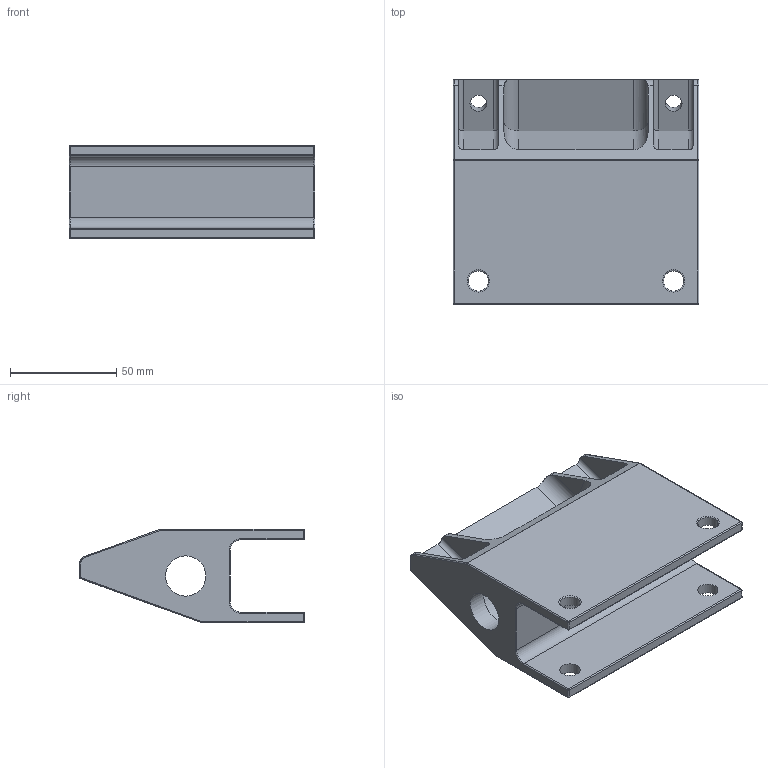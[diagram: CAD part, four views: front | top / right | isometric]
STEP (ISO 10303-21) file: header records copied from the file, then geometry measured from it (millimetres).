
FILE_DESCRIPTION(/* description */ (''),/* implementation_level */ '2;1');
FILE_NAME(/* name */ 'chape diago D argo.step',/* time_stamp */ '2024-11-28T13:30:54+01:00',/* author */ (''),/* organization */ (''),/* preprocessor_version */ 'ST-DEVELOPER v20',/* originating_system */ 'Autodesk Translation Framework v13.20.0.188',/* authorisation */ '');
FILE_SCHEMA (('AUTOMOTIVE_DESIGN { 1 0 10303 214 3 1 1 }'));
Length unit declared in the file: millimetre
Products named in the file (1): support argo
Bounding box: 116 x 106 x 44 mm (x, y, z)
Volume: 182880.6 mm3; surface area: 57511 mm2
Topology: 1 solids, 1 shells, 100 faces, 229 edges, 132 vertices
Faces by surface type: cylinder 53, plane 25, sphere 14, torus 8
Full cylindrical faces by diameter (mm): 8 x2, 9.5 x4, 19 x1, 30 x1
Entity records: 2878 total; most frequent: DIRECTION 535, CARTESIAN_POINT 504, ORIENTED_EDGE 458, EDGE_CURVE 229, AXIS2_PLACEMENT_3D 211, VERTEX_POINT 132, EDGE_LOOP 115, LINE 113
